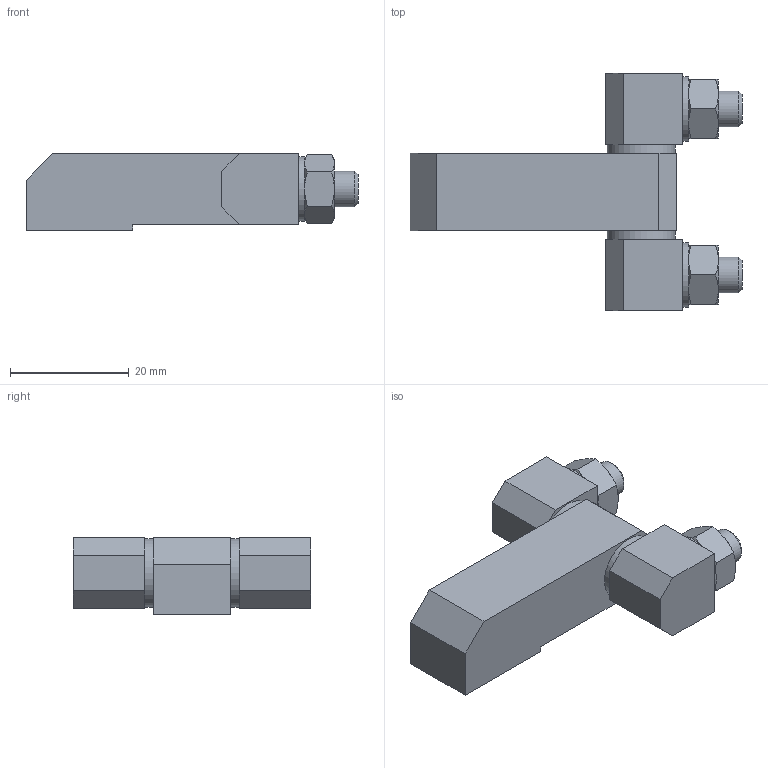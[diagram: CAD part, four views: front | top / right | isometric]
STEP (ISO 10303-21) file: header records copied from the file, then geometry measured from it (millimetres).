
FILE_DESCRIPTION( ( 'STEP AP214' ), '1' );
FILE_NAME( 'K1143.206300280.stp', '2020-12-10T10:24:40', ( '' ), ( '' ), ' ', 'PARTsolutions', ' ' );
FILE_SCHEMA( ( 'AUTOMOTIVE_DESIGN { 1 0 10303 214 1 1 1 1 }' ) );
Length unit declared in the file: millimetre
Products named in the file (1): _K1143.206300280
Bounding box: 56 x 40 x 13 mm (x, y, z)
Volume: 11939.5 mm3; surface area: 4604 mm2
Topology: 1 solids, 1 shells, 80 faces, 174 edges, 107 vertices
Faces by surface type: plane 46, cone 27, cylinder 7
Full cylindrical faces by diameter (mm): 4.917 x1, 6 x2, 10.9 x2, 11.5 x2
Entity records: 2893 total; most frequent: CARTESIAN_POINT 592, ORIENTED_EDGE 328, DIRECTION 319, EDGE_CURVE 164, AXIS2_PLACEMENT_3D 122, VERTEX_POINT 107, EDGE_LOOP 101, FACE_OUTER_BOUND 87
